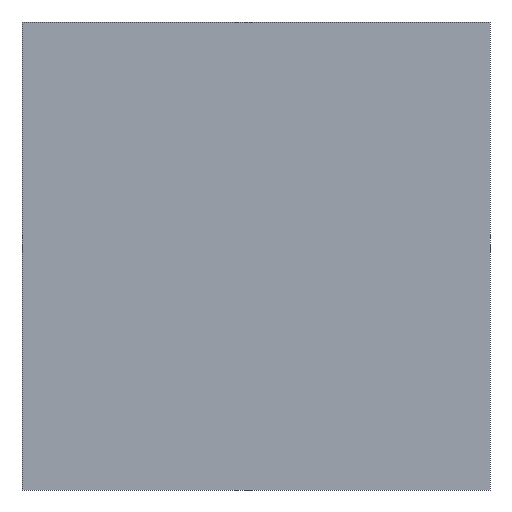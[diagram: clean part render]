
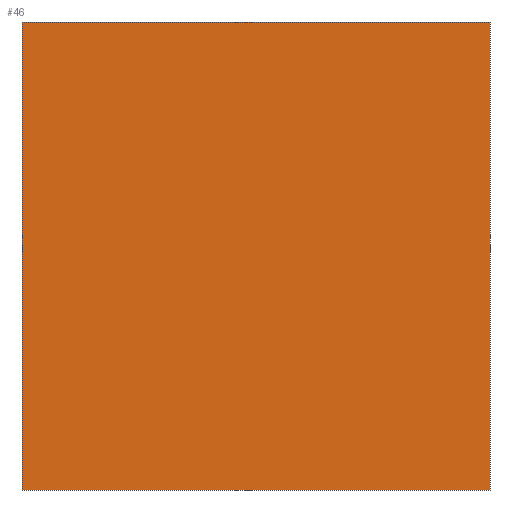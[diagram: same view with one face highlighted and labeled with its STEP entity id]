
A CAD part, front view. The second image highlights one B-rep face of the part: STEP entity #46.
In plain terms, the highlighted planar face has unit normal (0, -1, 0).
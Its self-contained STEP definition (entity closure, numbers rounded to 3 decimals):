
#46=ADVANCED_FACE('Face3',(#70),#58,.T.);
#58=PLANE('',#231);
#70=FACE_OUTER_BOUND('',#82,.T.);
#82=EDGE_LOOP('',(#103,#104,#105,#106));
#103=ORIENTED_EDGE('',*,*,#165,.F.);
#104=ORIENTED_EDGE('',*,*,#164,.F.);
#105=ORIENTED_EDGE('',*,*,#166,.T.);
#106=ORIENTED_EDGE('',*,*,#156,.T.);
#139=VERTEX_POINT('',#292);
#141=VERTEX_POINT('',#295);
#145=VERTEX_POINT('',#307);
#146=VERTEX_POINT('',#309);
#156=EDGE_CURVE('',#141,#139,#180,.T.);
#164=EDGE_CURVE('',#146,#145,#188,.T.);
#165=EDGE_CURVE('',#145,#139,#189,.T.);
#166=EDGE_CURVE('',#146,#141,#190,.T.);
#180=LINE('',#294,#204);
#188=LINE('',#310,#212);
#189=LINE('',#312,#213);
#190=LINE('',#313,#214);
#204=VECTOR('',#243,1.);
#212=VECTOR('',#255,1.);
#213=VECTOR('',#258,1.);
#214=VECTOR('',#259,1.);
#231=AXIS2_PLACEMENT_3D('',#314,#260,#261);
#243=DIRECTION('',(0.,0.,-1.));
#255=DIRECTION('',(0.,0.,-1.));
#258=DIRECTION('',(-1.,0.,0.));
#259=DIRECTION('',(-1.,0.,0.));
#260=DIRECTION('',(0.,-1.,0.));
#261=DIRECTION('',(0.,0.,-1.));
#292=CARTESIAN_POINT('',(0.,-100.,0.));
#294=CARTESIAN_POINT('',(0.,-100.,20.));
#295=CARTESIAN_POINT('',(0.,-100.,20.));
#307=CARTESIAN_POINT('',(20.,-100.,0.));
#309=CARTESIAN_POINT('',(20.,-100.,20.));
#310=CARTESIAN_POINT('',(20.,-100.,20.));
#312=CARTESIAN_POINT('',(20.,-100.,0.));
#313=CARTESIAN_POINT('',(20.,-100.,20.));
#314=CARTESIAN_POINT('',(20.,-100.,20.));
